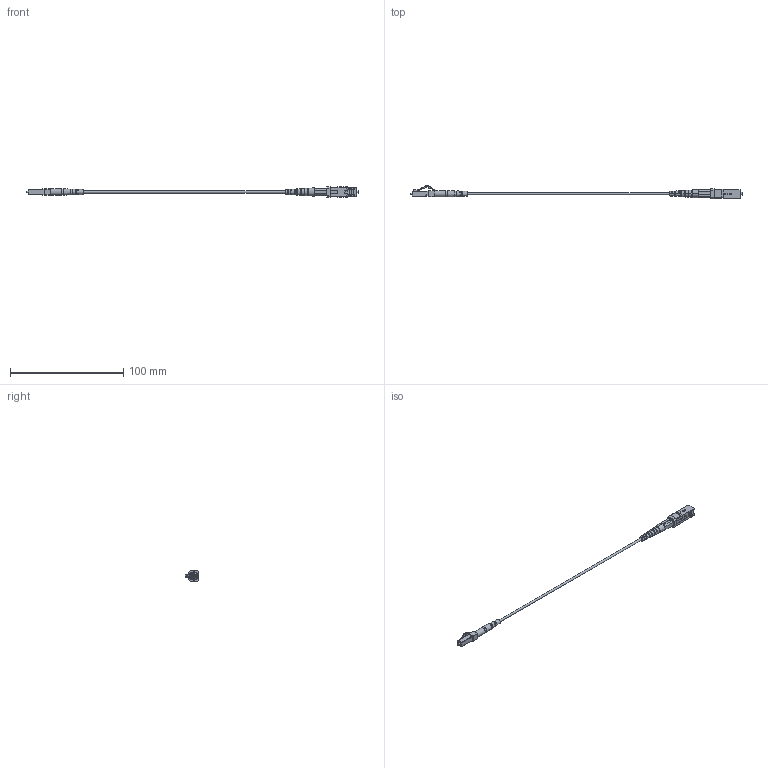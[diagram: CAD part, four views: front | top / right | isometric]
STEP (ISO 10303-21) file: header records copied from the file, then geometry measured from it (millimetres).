
FILE_DESCRIPTION (( 'STEP AP214' ), '1' );
FILE_NAME ('FCA-S1SZ-LCSC.step', '2022-11-03T03:44:15', ( '' ), ( '' ), 'SwSTEP 2.0', 'SolidWorks 2022', '' );
FILE_SCHEMA (( 'AUTOMOTIVE_DESIGN' ));
Length unit declared in the file: inch
Products named in the file (11): 1AF04-005-MA2^1AF04-005(2)_SC CONN, SINGLE MODE, 1.6mm_FCA-S1SZ-LCSC; LC CONN 1.6mm^FCA-S1SZ-LCSC; 1AF04-005-MA1^1AF04-005(2)_SC CONN, SINGLE MODE, 1.6mm_FCA-S1SZ-LCSC; Fiber Coax^FCA-S1SZ-LCSC; 1AF04-005-MA3^1AF04-005(2)_SC CONN, SINGLE MODE, 1.6mm_FCA-S1SZ-LCSC; 1AF02-003-MA2^LC CONN 1.6mm_FCA-S1SZ-LCSC; SC CONN, SINGLE MODE, 1.6mm^FCA-S1SZ-LCSC; 1AF02-003-MA1^LC CONN 1.6mm_FCA-S1SZ-LCSC; 1AF04-005(2)^SC CONN, SINGLE MODE, 1.6mm_FCA-S1SZ-LCSC; 1AF04-005-MA4^1AF04-005(2)_SC CONN, SINGLE MODE, 1.6mm_FCA-S1SZ-LCSC; FCA-S1SZ-LCSC
Assembly tree (10 placements, depth 4):
  FCA-S1SZ-LCSC
    Fiber Coax^FCA-S1SZ-LCSC
    LC CONN 1.6mm^FCA-S1SZ-LCSC
      1AF02-003-MA1^LC CONN 1.6mm_FCA-S1SZ-LCSC
      1AF02-003-MA2^LC CONN 1.6mm_FCA-S1SZ-LCSC
    SC CONN, SINGLE MODE, 1.6mm^FCA-S1SZ-LCSC
      1AF04-005(2)^SC CONN, SINGLE MODE, 1.6mm_FCA-S1SZ-LCSC
        1AF04-005-MA2^1AF04-005(2)_SC CONN, SINGLE MODE, 1.6mm_FCA-S1SZ-LCSC
        1AF04-005-MA1^1AF04-005(2)_SC CONN, SINGLE MODE, 1.6mm_FCA-S1SZ-LCSC
        1AF04-005-MA4^1AF04-005(2)_SC CONN, SINGLE MODE, 1.6mm_FCA-S1SZ-LCSC
        1AF04-005-MA3^1AF04-005(2)_SC CONN, SINGLE MODE, 1.6mm_FCA-S1SZ-LCSC
Bounding box: 292.53 x 11.93 x 8.89 mm (x, y, z)
Volume: 3088.7 mm3; surface area: 6647.6 mm2
Topology: 8 solids, 8 shells, 489 faces, 1339 edges, 840 vertices
Faces by surface type: plane 316, cylinder 123, sphere 22, torus 18, cone 9, bspline 1
Full cylindrical faces by diameter (mm): 1.27 x1, 2 x1, 2.159 x1, 2.87 x2, 3.048 x3, 5.588 x1
Entity records: 16429 total; most frequent: CARTESIAN_POINT 3419, ORIENTED_EDGE 2578, DIRECTION 2517, EDGE_CURVE 1289, AXIS2_PLACEMENT_3D 852, VERTEX_POINT 830, VECTOR 813, LINE 813
